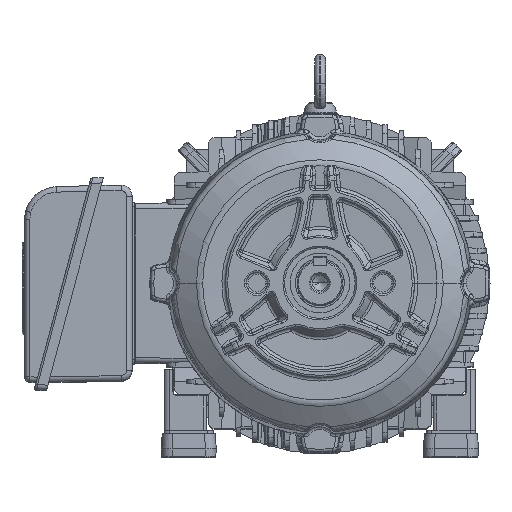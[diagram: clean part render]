
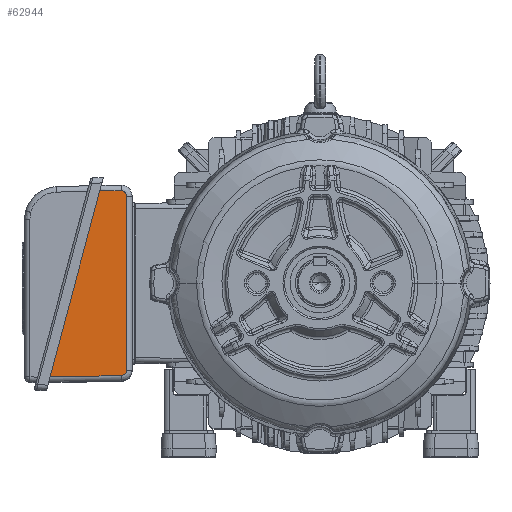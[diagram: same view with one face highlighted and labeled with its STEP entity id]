
A CAD part, top view. The second image highlights one B-rep face of the part: STEP entity #62944.
In plain terms, the highlighted face is planar.
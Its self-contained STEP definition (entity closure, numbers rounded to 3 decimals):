
#980 = EDGE_CURVE ( 'NONE', #103858, #89871, #91794, .T. ) ;
#2396 = DIRECTION ( 'NONE',  ( 0.017, 0., -1. ) ) ;
#7930 = VERTEX_POINT ( 'NONE', #90940 ) ;
#8169 = ORIENTED_EDGE ( 'NONE', *, *, #52638, .T. ) ;
#12459 = CARTESIAN_POINT ( 'NONE',  ( 88.658, -85.15, 12.497 ) ) ;
#14785 = EDGE_LOOP ( 'NONE', ( #47752, #110920, #84546, #81668, #52670, #8169 ) ) ;
#22262 = AXIS2_PLACEMENT_3D ( 'NONE', #63149, #54831, #2396 ) ;
#23949 = CARTESIAN_POINT ( 'NONE',  ( 87.5, 85.595, 35.449 ) ) ;
#24157 = CARTESIAN_POINT ( 'NONE',  ( 88.732, -83.039, 7.584 ) ) ;
#29645 = CARTESIAN_POINT ( 'NONE',  ( 88.66, -85.148, 12.413 ) ) ;
#34528 = CARTESIAN_POINT ( 'NONE',  ( 88.719, -80.15, 7.584 ) ) ;
#34738 = VERTEX_POINT ( 'NONE', #23949 ) ;
#35716 = EDGE_CURVE ( 'NONE', #89871, #7930, #44364, .T. ) ;
#36091 = CARTESIAN_POINT ( 'NONE',  ( 87.938, 85.144, 9.609 ) ) ;
#36692 = VECTOR ( 'NONE', #113217, 1000. ) ;
#44364 =( BOUNDED_CURVE ( )  B_SPLINE_CURVE ( 3, ( #12459, #135467, #24157, #34528 ),
 .UNSPECIFIED., .F., .F. ) 
 B_SPLINE_CURVE_WITH_KNOTS ( ( 4, 4 ),
 ( 1.85, 3.403 ),
 .UNSPECIFIED. ) 
 CURVE ( )  GEOMETRIC_REPRESENTATION_ITEM ( )  RATIONAL_B_SPLINE_CURVE ( ( 1., 0.809, 0.809, 1. ) ) 
 REPRESENTATION_ITEM ( '' )  );
#47752 = ORIENTED_EDGE ( 'NONE', *, *, #118148, .F. ) ;
#48491 = CARTESIAN_POINT ( 'NONE',  ( 87.889, 85.195, 12.497 ) ) ;
#48621 = VERTEX_POINT ( 'NONE', #49477 ) ;
#49477 = CARTESIAN_POINT ( 'NONE',  ( 87.994, 80.196, 7.584 ) ) ;
#52638 = EDGE_CURVE ( 'NONE', #84844, #34738, #65071, .T. ) ;
#52670 = ORIENTED_EDGE ( 'NONE', *, *, #114606, .T. ) ;
#53615 = EDGE_CURVE ( 'NONE', #7930, #48621, #81068, .T. ) ;
#54831 = DIRECTION ( 'NONE',  ( 1., 0.005, 0.017 ) ) ;
#58005 = VECTOR ( 'NONE', #120143, 1000. ) ;
#62944 = ADVANCED_FACE ( 'NONE', ( #96995 ), #85930, .T. ) ;
#63149 = CARTESIAN_POINT ( 'NONE',  ( 87.5, 12.221, 55.11 ) ) ;
#65071 = LINE ( 'NONE', #72725, #135783 ) ;
#65238 = CARTESIAN_POINT ( 'NONE',  ( 87.5, -86.355, 81.523 ) ) ;
#72725 = CARTESIAN_POINT ( 'NONE',  ( 87.189, 85.916, 53.818 ) ) ;
#78011 = CARTESIAN_POINT ( 'NONE',  ( 87.5, 12.221, 55.11 ) ) ;
#80235 = CARTESIAN_POINT ( 'NONE',  ( 87.981, 83.084, 7.584 ) ) ;
#81068 = LINE ( 'NONE', #114224, #127015 ) ;
#81668 = ORIENTED_EDGE ( 'NONE', *, *, #53615, .T. ) ;
#84546 = ORIENTED_EDGE ( 'NONE', *, *, #35716, .T. ) ;
#84844 = VERTEX_POINT ( 'NONE', #113363 ) ;
#85930 = PLANE ( 'NONE',  #22262 ) ;
#89871 = VERTEX_POINT ( 'NONE', #119918 ) ;
#90940 = CARTESIAN_POINT ( 'NONE',  ( 88.719, -80.15, 7.584 ) ) ;
#91794 = LINE ( 'NONE', #29645, #36692 ) ;
#92811 = DIRECTION ( 'NONE',  ( -0.005, 1., 0. ) ) ;
#96995 = FACE_OUTER_BOUND ( 'NONE', #14785, .T. ) ;
#99599 = CARTESIAN_POINT ( 'NONE',  ( 87.994, 80.196, 7.584 ) ) ;
#103858 = VERTEX_POINT ( 'NONE', #65238 ) ;
#104514 = DIRECTION ( 'NONE',  ( -0.017, 0.017, 1. ) ) ;
#109192 =( BOUNDED_CURVE ( )  B_SPLINE_CURVE ( 3, ( #99599, #80235, #36091, #48491 ),
 .UNSPECIFIED., .F., .T. ) 
 B_SPLINE_CURVE_WITH_KNOTS ( ( 4, 4 ),
 ( 3.403, 4.957 ),
 .UNSPECIFIED. ) 
 CURVE ( )  GEOMETRIC_REPRESENTATION_ITEM ( )  RATIONAL_B_SPLINE_CURVE ( ( 1., 0.809, 0.809, 1. ) ) 
 REPRESENTATION_ITEM ( '' )  );
#110920 = ORIENTED_EDGE ( 'NONE', *, *, #980, .T. ) ;
#113217 = DIRECTION ( 'NONE',  ( 0.017, 0.017, -1. ) ) ;
#113363 = CARTESIAN_POINT ( 'NONE',  ( 87.889, 85.195, 12.497 ) ) ;
#114224 = CARTESIAN_POINT ( 'NONE',  ( 87.994, 80.173, 7.584 ) ) ;
#114606 = EDGE_CURVE ( 'NONE', #48621, #84844, #109192, .T. ) ;
#118148 = EDGE_CURVE ( 'NONE', #103858, #34738, #119460, .T. ) ;
#119460 = LINE ( 'NONE', #78011, #58005 ) ;
#119918 = CARTESIAN_POINT ( 'NONE',  ( 88.658, -85.15, 12.497 ) ) ;
#120143 = DIRECTION ( 'NONE',  ( 0., 0.966, -0.259 ) ) ;
#127015 = VECTOR ( 'NONE', #92811, 1000. ) ;
#135467 = CARTESIAN_POINT ( 'NONE',  ( 88.707, -85.099, 9.609 ) ) ;
#135783 = VECTOR ( 'NONE', #104514, 1000. ) ;
